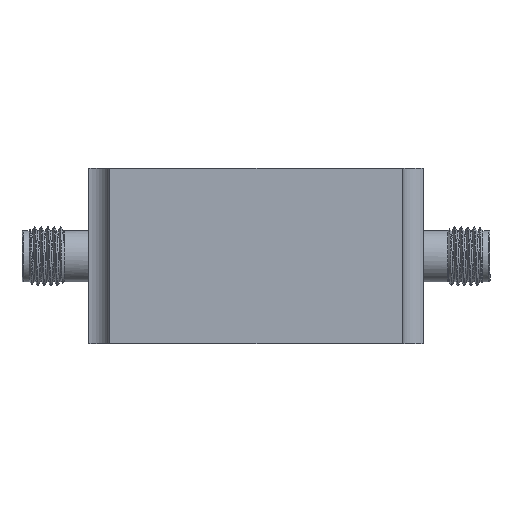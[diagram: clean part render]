
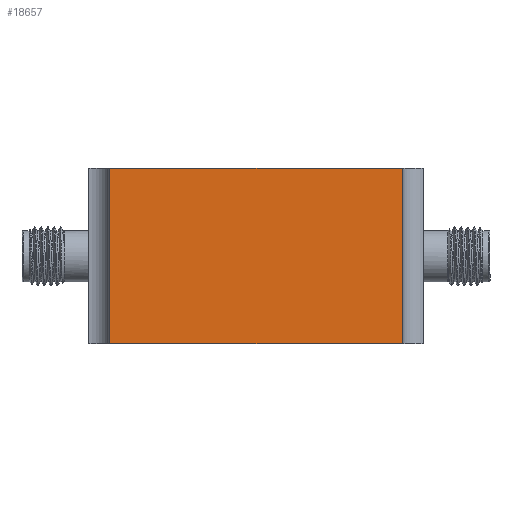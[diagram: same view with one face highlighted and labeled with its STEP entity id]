
A CAD part, front view. The second image highlights one B-rep face of the part: STEP entity #18657.
In plain terms, the highlighted planar face has unit normal (0, -1, 0).
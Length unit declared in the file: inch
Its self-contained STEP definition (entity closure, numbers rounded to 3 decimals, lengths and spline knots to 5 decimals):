
#160 = CARTESIAN_POINT ( 'NONE',  ( -0.625, -0.625, -0.375 ) ) ;
#1408 = LINE ( 'NONE', #2601, #18185 ) ;
#1630 = CARTESIAN_POINT ( 'NONE',  ( -0.625, -0.625, 0.375 ) ) ;
#2098 = FACE_OUTER_BOUND ( 'NONE', #16693, .T. ) ;
#2601 = CARTESIAN_POINT ( 'NONE',  ( 0.625, -0.625, 0.375 ) ) ;
#2623 = EDGE_CURVE ( 'NONE', #12273, #19330, #16842, .T. ) ;
#2872 = EDGE_CURVE ( 'NONE', #12273, #26424, #10333, .T. ) ;
#3190 = EDGE_CURVE ( 'NONE', #19330, #18488, #1408, .T. ) ;
#4087 = CARTESIAN_POINT ( 'NONE',  ( -0.625, -0.625, 0.375 ) ) ;
#5580 = ORIENTED_EDGE ( 'NONE', *, *, #2623, .F. ) ;
#8392 = CARTESIAN_POINT ( 'NONE',  ( 0.625, -0.625, 0.375 ) ) ;
#8557 = EDGE_CURVE ( 'NONE', #26424, #18488, #13637, .T. ) ;
#8772 = DIRECTION ( 'NONE',  ( 0., 0., -1. ) ) ;
#8961 = VECTOR ( 'NONE', #9001, 39.37008 ) ;
#9001 = DIRECTION ( 'NONE',  ( 1., 0., 0. ) ) ;
#9166 = ORIENTED_EDGE ( 'NONE', *, *, #2872, .T. ) ;
#10154 = DIRECTION ( 'NONE',  ( 0., 1., 0. ) ) ;
#10333 = LINE ( 'NONE', #17110, #20629 ) ;
#11843 = CARTESIAN_POINT ( 'NONE',  ( 0.625, -0.625, -0.375 ) ) ;
#12273 = VERTEX_POINT ( 'NONE', #4087 ) ;
#13466 = CARTESIAN_POINT ( 'NONE',  ( -0.625, -0.625, 0.375 ) ) ;
#13637 = LINE ( 'NONE', #23875, #20892 ) ;
#14511 = AXIS2_PLACEMENT_3D ( 'NONE', #1630, #10154, #16946 ) ;
#16693 = EDGE_LOOP ( 'NONE', ( #17691, #22532, #5580, #9166 ) ) ;
#16842 = LINE ( 'NONE', #13466, #8961 ) ;
#16946 = DIRECTION ( 'NONE',  ( 0., 0., 1. ) ) ;
#17036 = DIRECTION ( 'NONE',  ( 1., 0., 0. ) ) ;
#17110 = CARTESIAN_POINT ( 'NONE',  ( -0.625, -0.625, 0.375 ) ) ;
#17691 = ORIENTED_EDGE ( 'NONE', *, *, #8557, .T. ) ;
#18185 = VECTOR ( 'NONE', #24458, 39.37008 ) ;
#18488 = VERTEX_POINT ( 'NONE', #11843 ) ;
#18657 = ADVANCED_FACE ( 'NONE', ( #2098 ), #21102, .F. ) ;
#19330 = VERTEX_POINT ( 'NONE', #8392 ) ;
#20629 = VECTOR ( 'NONE', #8772, 39.37008 ) ;
#20892 = VECTOR ( 'NONE', #17036, 39.37008 ) ;
#21102 = PLANE ( 'NONE',  #14511 ) ;
#22532 = ORIENTED_EDGE ( 'NONE', *, *, #3190, .F. ) ;
#23875 = CARTESIAN_POINT ( 'NONE',  ( -0.625, -0.625, -0.375 ) ) ;
#24458 = DIRECTION ( 'NONE',  ( 0., 0., -1. ) ) ;
#26424 = VERTEX_POINT ( 'NONE', #160 ) ;
